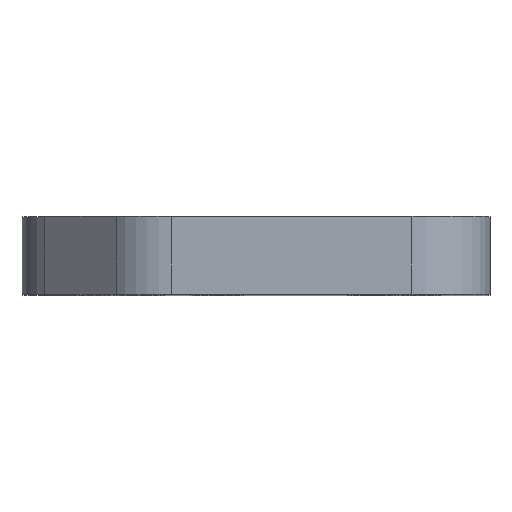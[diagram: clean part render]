
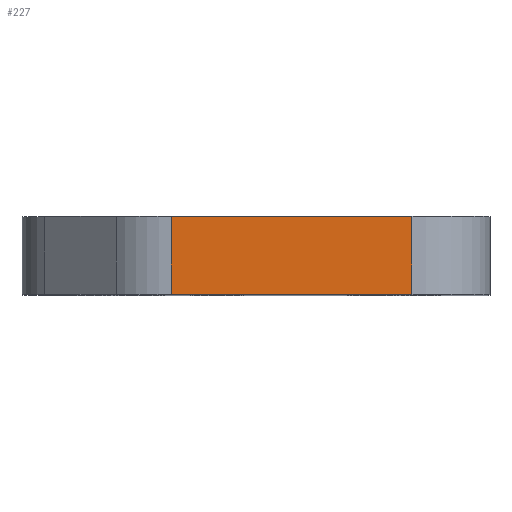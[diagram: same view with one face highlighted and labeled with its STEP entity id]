
A CAD part, top view. The second image highlights one B-rep face of the part: STEP entity #227.
In plain terms, the highlighted planar face has unit normal (0, 0, 1).
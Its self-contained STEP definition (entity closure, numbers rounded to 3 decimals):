
#1 = VECTOR ( 'NONE', #627, 1000. ) ;
#21 = LINE ( 'NONE', #712, #1 ) ;
#109 = ORIENTED_EDGE ( 'NONE', *, *, #903, .F. ) ;
#139 = ORIENTED_EDGE ( 'NONE', *, *, #882, .T. ) ;
#188 = VERTEX_POINT ( 'NONE', #725 ) ;
#208 = EDGE_LOOP ( 'NONE', ( #139, #300, #109, #299 ) ) ;
#227 = ADVANCED_FACE ( 'NONE', ( #1041 ), #566, .F. ) ;
#299 = ORIENTED_EDGE ( 'NONE', *, *, #908, .T. ) ;
#300 = ORIENTED_EDGE ( 'NONE', *, *, #840, .F. ) ;
#400 = LINE ( 'NONE', #617, #407 ) ;
#407 = VECTOR ( 'NONE', #771, 1000. ) ;
#455 = CARTESIAN_POINT ( 'NONE',  ( -10.858, 10., 45. ) ) ;
#549 = CARTESIAN_POINT ( 'NONE',  ( 20., 10., 45. ) ) ;
#566 = PLANE ( 'NONE',  #877 ) ;
#570 = DIRECTION ( 'NONE',  ( -1., 0., 0. ) ) ;
#581 = CARTESIAN_POINT ( 'NONE',  ( -10.858, 10., 45. ) ) ;
#600 = CARTESIAN_POINT ( 'NONE',  ( -10.858, 0., 45. ) ) ;
#615 = DIRECTION ( 'NONE',  ( 0., -1., 0. ) ) ;
#617 = CARTESIAN_POINT ( 'NONE',  ( 20., 10., 45. ) ) ;
#624 = DIRECTION ( 'NONE',  ( 1., 0., 0. ) ) ;
#627 = DIRECTION ( 'NONE',  ( 1., 0., 0. ) ) ;
#645 = CARTESIAN_POINT ( 'NONE',  ( -10.858, 10., 45. ) ) ;
#707 = DIRECTION ( 'NONE',  ( 0., 0., -1. ) ) ;
#712 = CARTESIAN_POINT ( 'NONE',  ( -10.858, 0., 45. ) ) ;
#725 = CARTESIAN_POINT ( 'NONE',  ( 20., 0., 45. ) ) ;
#771 = DIRECTION ( 'NONE',  ( 0., -1., 0. ) ) ;
#775 = CARTESIAN_POINT ( 'NONE',  ( -10.858, 10., 45. ) ) ;
#840 = EDGE_CURVE ( 'NONE', #1056, #188, #400, .T. ) ;
#877 = AXIS2_PLACEMENT_3D ( 'NONE', #645, #707, #570 ) ;
#882 = EDGE_CURVE ( 'NONE', #1068, #188, #21, .T. ) ;
#903 = EDGE_CURVE ( 'NONE', #1011, #1056, #988, .T. ) ;
#908 = EDGE_CURVE ( 'NONE', #1011, #1068, #990, .T. ) ;
#983 = VECTOR ( 'NONE', #624, 1000. ) ;
#988 = LINE ( 'NONE', #581, #983 ) ;
#990 = LINE ( 'NONE', #775, #992 ) ;
#992 = VECTOR ( 'NONE', #615, 1000. ) ;
#1011 = VERTEX_POINT ( 'NONE', #455 ) ;
#1041 = FACE_OUTER_BOUND ( 'NONE', #208, .T. ) ;
#1056 = VERTEX_POINT ( 'NONE', #549 ) ;
#1068 = VERTEX_POINT ( 'NONE', #600 ) ;
